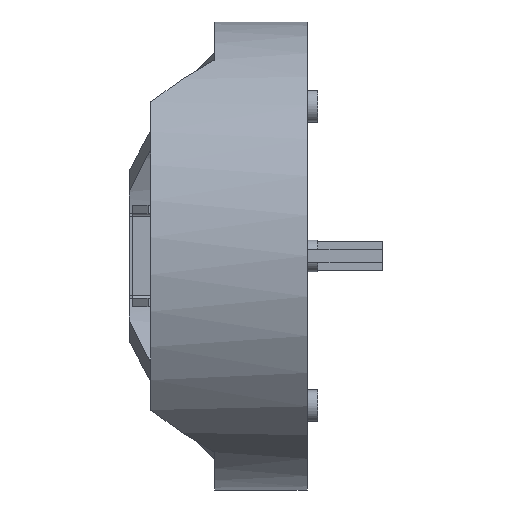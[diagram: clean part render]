
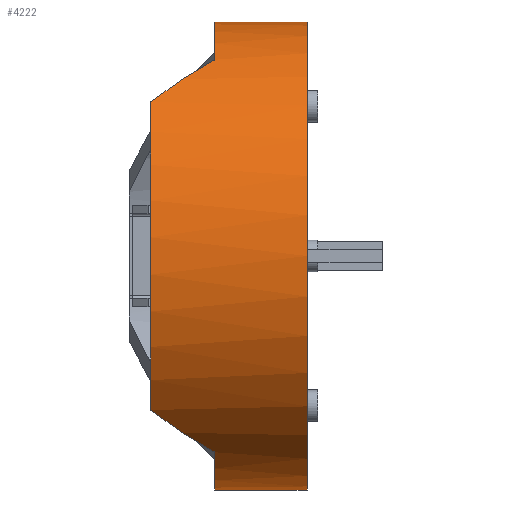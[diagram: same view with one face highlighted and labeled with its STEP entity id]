
A CAD part, left-side view. The second image highlights one B-rep face of the part: STEP entity #4222.
In plain terms, the highlighted cylindrical face has radius 11.176 mm (diameter 22.352 mm), a partial arc.
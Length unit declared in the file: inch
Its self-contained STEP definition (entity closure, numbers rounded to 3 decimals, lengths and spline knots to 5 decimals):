
#154 = DIRECTION ( 'NONE',  ( 0., 0., 1. ) ) ;
#171 = CARTESIAN_POINT ( 'NONE',  ( -0.3312, 0.314, -0.28967 ) ) ;
#211 = DIRECTION ( 'NONE',  ( 0., -1., 0. ) ) ;
#336 = LINE ( 'NONE', #5943, #1846 ) ;
#347 = ORIENTED_EDGE ( 'NONE', *, *, #4262, .T. ) ;
#423 = CARTESIAN_POINT ( 'NONE',  ( -0.3312, 0.314, 0.28967 ) ) ;
#438 = CARTESIAN_POINT ( 'NONE',  ( -0.23964, 0.194, -0.36902 ) ) ;
#600 = ORIENTED_EDGE ( 'NONE', *, *, #3549, .T. ) ;
#704 = ORIENTED_EDGE ( 'NONE', *, *, #2911, .F. ) ;
#761 = AXIS2_PLACEMENT_3D ( 'NONE', #3605, #879, #3620 ) ;
#879 = DIRECTION ( 'NONE',  ( 0., 1., 0. ) ) ;
#962 = VERTEX_POINT ( 'NONE', #1499 ) ;
#1008 = CARTESIAN_POINT ( 'NONE',  ( 0., 0.354, 0. ) ) ;
#1117 = EDGE_CURVE ( 'NONE', #4183, #4096, #5708, .T. ) ;
#1125 = CARTESIAN_POINT ( 'NONE',  ( 0., 0.194, -0.44 ) ) ;
#1202 = DIRECTION ( 'NONE',  ( 0., 0., -1. ) ) ;
#1450 = VERTEX_POINT ( 'NONE', #438 ) ;
#1455 = EDGE_CURVE ( 'NONE', #4032, #3312, #2187, .T. ) ;
#1499 = CARTESIAN_POINT ( 'NONE',  ( 0., 0.194, 0.44 ) ) ;
#1575 = DIRECTION ( 'NONE',  ( 0., 0., -1. ) ) ;
#1805 = CARTESIAN_POINT ( 'NONE',  ( -0.23964, 0.194, 0.36902 ) ) ;
#1825 = CARTESIAN_POINT ( 'NONE',  ( -0.27373, 0.23464, 0.34688 ) ) ;
#1846 = VECTOR ( 'NONE', #4130, 39.37008 ) ;
#2095 = DIRECTION ( 'NONE',  ( 0., -1., 0. ) ) ;
#2099 = LINE ( 'NONE', #2805, #4881 ) ;
#2103 = DIRECTION ( 'NONE',  ( 0., 0., -1. ) ) ;
#2115 = ORIENTED_EDGE ( 'NONE', *, *, #3676, .T. ) ;
#2138 = ORIENTED_EDGE ( 'NONE', *, *, #4722, .T. ) ;
#2162 = CARTESIAN_POINT ( 'NONE',  ( 0., 0.02, 0. ) ) ;
#2174 = VERTEX_POINT ( 'NONE', #5722 ) ;
#2187 =( BOUNDED_CURVE ( )  B_SPLINE_CURVE ( 3, ( #423, #3170, #1825, #4114 ),
 .UNSPECIFIED., .F., .T. ) 
 B_SPLINE_CURVE_WITH_KNOTS ( ( 4, 4 ),
 ( 4.43616, 4.71239 ),
 .UNSPECIFIED. ) 
 CURVE ( )  GEOMETRIC_REPRESENTATION_ITEM ( )  RATIONAL_B_SPLINE_CURVE ( ( 1., 0.994, 0.994, 1. ) ) 
 REPRESENTATION_ITEM ( '' )  );
#2287 = EDGE_CURVE ( 'NONE', #962, #4183, #336, .T. ) ;
#2401 = EDGE_LOOP ( 'NONE', ( #704, #2138, #3734, #2887, #2115, #3585, #347, #600 ) ) ;
#2486 = DIRECTION ( 'NONE',  ( 0., -1., 0. ) ) ;
#2514 = AXIS2_PLACEMENT_3D ( 'NONE', #2162, #2095, #1202 ) ;
#2567 =( BOUNDED_CURVE ( )  B_SPLINE_CURVE ( 3, ( #171, #3411, #4342, #3793 ),
 .UNSPECIFIED., .F., .F. ) 
 B_SPLINE_CURVE_WITH_KNOTS ( ( 4, 4 ),
 ( 4.43616, 4.71239 ),
 .UNSPECIFIED. ) 
 CURVE ( )  GEOMETRIC_REPRESENTATION_ITEM ( )  RATIONAL_B_SPLINE_CURVE ( ( 1., 0.994, 0.994, 1. ) ) 
 REPRESENTATION_ITEM ( '' )  );
#2727 = CARTESIAN_POINT ( 'NONE',  ( 0., 0.02, -0.44 ) ) ;
#2805 = CARTESIAN_POINT ( 'NONE',  ( 0., 0.354, -0.44 ) ) ;
#2887 = ORIENTED_EDGE ( 'NONE', *, *, #2287, .F. ) ;
#2898 = AXIS2_PLACEMENT_3D ( 'NONE', #5321, #2486, #1575 ) ;
#2911 = EDGE_CURVE ( 'NONE', #5521, #1450, #5985, .T. ) ;
#2960 = CARTESIAN_POINT ( 'NONE',  ( 0., 0.194, 0. ) ) ;
#3170 = CARTESIAN_POINT ( 'NONE',  ( -0.30444, 0.2749, 0.32026 ) ) ;
#3229 = CARTESIAN_POINT ( 'NONE',  ( -0.3312, 0.314, 0.28967 ) ) ;
#3312 = VERTEX_POINT ( 'NONE', #1805 ) ;
#3313 = DIRECTION ( 'NONE',  ( 0., -1., 0. ) ) ;
#3411 = CARTESIAN_POINT ( 'NONE',  ( -0.30444, 0.2749, -0.32026 ) ) ;
#3549 = EDGE_CURVE ( 'NONE', #2174, #1450, #2567, .T. ) ;
#3585 = ORIENTED_EDGE ( 'NONE', *, *, #1455, .F. ) ;
#3605 = CARTESIAN_POINT ( 'NONE',  ( 0., 0.194, 0. ) ) ;
#3620 = DIRECTION ( 'NONE',  ( 0., 0., 1. ) ) ;
#3676 = EDGE_CURVE ( 'NONE', #962, #3312, #5391, .T. ) ;
#3734 = ORIENTED_EDGE ( 'NONE', *, *, #1117, .F. ) ;
#3793 = CARTESIAN_POINT ( 'NONE',  ( -0.23964, 0.194, -0.36902 ) ) ;
#3819 = AXIS2_PLACEMENT_3D ( 'NONE', #1008, #3313, #154 ) ;
#3833 = FACE_OUTER_BOUND ( 'NONE', #2401, .T. ) ;
#3919 = AXIS2_PLACEMENT_3D ( 'NONE', #2960, #211, #2103 ) ;
#4032 = VERTEX_POINT ( 'NONE', #3229 ) ;
#4096 = VERTEX_POINT ( 'NONE', #2727 ) ;
#4114 = CARTESIAN_POINT ( 'NONE',  ( -0.23964, 0.194, 0.36902 ) ) ;
#4130 = DIRECTION ( 'NONE',  ( 0., -1., 0. ) ) ;
#4183 = VERTEX_POINT ( 'NONE', #4243 ) ;
#4217 = CYLINDRICAL_SURFACE ( 'NONE', #3819, 0.44 ) ;
#4222 = ADVANCED_FACE ( 'NONE', ( #3833 ), #4217, .T. ) ;
#4243 = CARTESIAN_POINT ( 'NONE',  ( 0., 0.02, 0.44 ) ) ;
#4262 = EDGE_CURVE ( 'NONE', #4032, #2174, #5609, .T. ) ;
#4342 = CARTESIAN_POINT ( 'NONE',  ( -0.27373, 0.23464, -0.34688 ) ) ;
#4722 = EDGE_CURVE ( 'NONE', #5521, #4096, #2099, .T. ) ;
#4881 = VECTOR ( 'NONE', #5538, 39.37008 ) ;
#5321 = CARTESIAN_POINT ( 'NONE',  ( 0., 0.314, 0. ) ) ;
#5391 = CIRCLE ( 'NONE', #3919, 0.44 ) ;
#5521 = VERTEX_POINT ( 'NONE', #1125 ) ;
#5538 = DIRECTION ( 'NONE',  ( 0., -1., 0. ) ) ;
#5609 = CIRCLE ( 'NONE', #2898, 0.44 ) ;
#5708 = CIRCLE ( 'NONE', #2514, 0.44 ) ;
#5722 = CARTESIAN_POINT ( 'NONE',  ( -0.3312, 0.314, -0.28967 ) ) ;
#5943 = CARTESIAN_POINT ( 'NONE',  ( 0., 0.354, 0.44 ) ) ;
#5985 = CIRCLE ( 'NONE', #761, 0.44 ) ;
